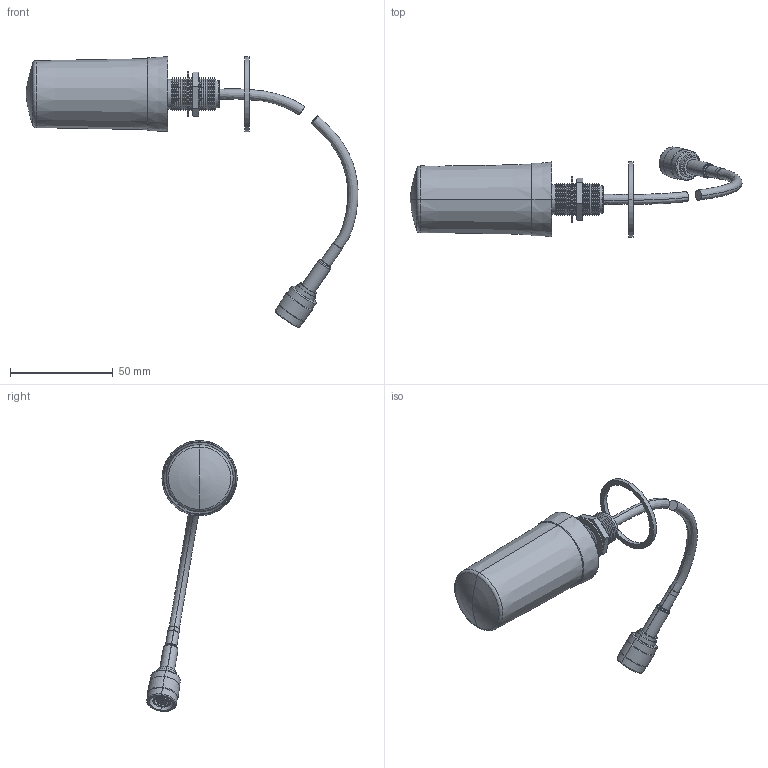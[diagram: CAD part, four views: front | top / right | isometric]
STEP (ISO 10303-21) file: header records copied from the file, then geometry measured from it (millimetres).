
FILE_DESCRIPTION (( 'STEP AP214' ), '1' );
FILE_NAME ('HG2403UR-BAN12RTP.STEP', '2016-05-12T17:23:20', ( 'L-Com' ), ( 'L-Com Global Connectivity' ), 'SwSTEP 2.0', 'SolidWorks 2014', '' );
FILE_SCHEMA (( 'AUTOMOTIVE_DESIGN' ));
Length unit declared in the file: inch
Products named in the file (10): ARTP-1708-MA3; HG2403UR-BAN12RTP_RubberGasket; HG2403UR-BAN12RTP_Washer; HG2403UR-BAN12RTP_HexNut; HG2403UR-BAN12RTP_Antenna; HG2403UR-BAN12RTP; HG2403UR-BAN12RTP_195_CABLE CUT; CA-195R-MA1; ARTP-1708-MA1; ARTP-1708
Assembly tree (9 placements, depth 3):
  HG2403UR-BAN12RTP
    HG2403UR-BAN12RTP_Antenna
    HG2403UR-BAN12RTP_HexNut
    HG2403UR-BAN12RTP_Washer
    HG2403UR-BAN12RTP_RubberGasket
    HG2403UR-BAN12RTP_195_CABLE CUT
    CA-195R-MA1
    ARTP-1708
      ARTP-1708-MA1
      ARTP-1708-MA3
Bounding box: 161.36 x 43.98 x 131.67 mm (x, y, z)
Volume: 69559 mm3; surface area: 18872.2 mm2
Topology: 9 solids, 9 shells, 345 faces, 750 edges, 433 vertices
Faces by surface type: cone 154, cylinder 86, plane 81, torus 20, bspline 4
Entity records: 11205 total; most frequent: CARTESIAN_POINT 2343, DIRECTION 1770, ORIENTED_EDGE 1488, EDGE_CURVE 744, AXIS2_PLACEMENT_3D 732, VERTEX_POINT 433, CIRCLE 378, EDGE_LOOP 375
